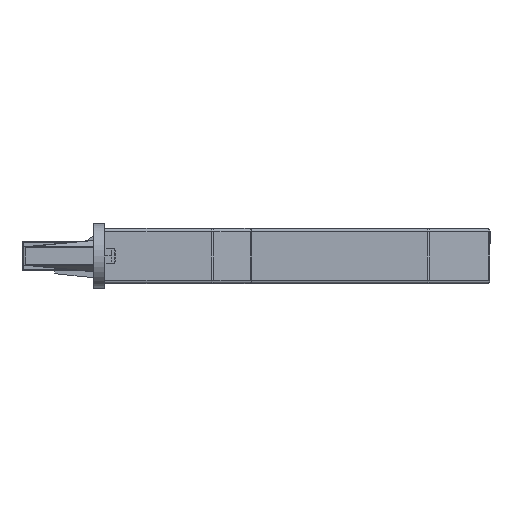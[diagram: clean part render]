
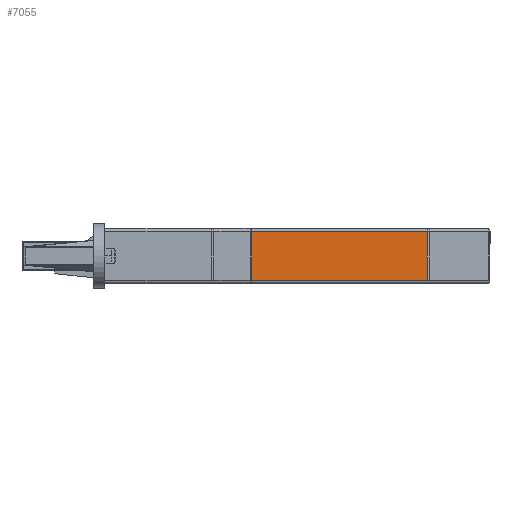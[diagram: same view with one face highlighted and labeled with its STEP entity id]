
A CAD part, front view. The second image highlights one B-rep face of the part: STEP entity #7055.
In plain terms, the highlighted face is planar.
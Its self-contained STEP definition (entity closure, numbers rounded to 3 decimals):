
#234 = CARTESIAN_POINT ( 'NONE',  ( 44.75, 145.3, 6. ) ) ;
#360 = CARTESIAN_POINT ( 'NONE',  ( 14., 145.3, 12.75 ) ) ;
#601 = DIRECTION ( 'NONE',  ( 0., 0., -1. ) ) ;
#926 = FACE_BOUND ( 'NONE', #8237, .T. ) ;
#1066 = VERTEX_POINT ( 'NONE', #10845 ) ;
#1155 = ORIENTED_EDGE ( 'NONE', *, *, #14034, .T. ) ;
#1180 = CARTESIAN_POINT ( 'NONE',  ( 103.586, 145.3, -0.75 ) ) ;
#1253 = CARTESIAN_POINT ( 'NONE',  ( 14., 145.3, -1.75 ) ) ;
#1563 = ORIENTED_EDGE ( 'NONE', *, *, #19474, .T. ) ;
#1627 = ORIENTED_EDGE ( 'NONE', *, *, #7481, .T. ) ;
#1808 = EDGE_CURVE ( 'NONE', #3731, #14494, #11918, .T. ) ;
#1817 = AXIS2_PLACEMENT_3D ( 'NONE', #234, #5503, #17288 ) ;
#3143 = DIRECTION ( 'NONE',  ( 0., 1., 0. ) ) ;
#3731 = VERTEX_POINT ( 'NONE', #14855 ) ;
#3753 = AXIS2_PLACEMENT_3D ( 'NONE', #7567, #19014, #5441 ) ;
#4103 = EDGE_CURVE ( 'NONE', #17748, #14180, #8891, .T. ) ;
#4711 = CARTESIAN_POINT ( 'NONE',  ( 44.75, 145.3, 4.25 ) ) ;
#5323 = CARTESIAN_POINT ( 'NONE',  ( 103.586, 145.3, 12.75 ) ) ;
#5441 = DIRECTION ( 'NONE',  ( 0., 0., -1. ) ) ;
#5503 = DIRECTION ( 'NONE',  ( 0., -1., 0. ) ) ;
#7055 = ADVANCED_FACE ( 'NONE', ( #926, #7755 ), #13348, .T. ) ;
#7481 = EDGE_CURVE ( 'NONE', #14180, #3731, #18367, .T. ) ;
#7567 = CARTESIAN_POINT ( 'NONE',  ( 44.75, 145.3, 6. ) ) ;
#7665 = CARTESIAN_POINT ( 'NONE',  ( 14., 145.3, 12.75 ) ) ;
#7755 = FACE_OUTER_BOUND ( 'NONE', #12002, .T. ) ;
#7767 = DIRECTION ( 'NONE',  ( 1., 0., 0. ) ) ;
#8237 = EDGE_LOOP ( 'NONE', ( #1155, #1563 ) ) ;
#8528 = CARTESIAN_POINT ( 'NONE',  ( 14., 145.3, -1.75 ) ) ;
#8718 = DIRECTION ( 'NONE',  ( -1., 0., 0. ) ) ;
#8891 = LINE ( 'NONE', #19319, #21849 ) ;
#9353 = VECTOR ( 'NONE', #9897, 1000. ) ;
#9491 = ORIENTED_EDGE ( 'NONE', *, *, #4103, .T. ) ;
#9615 = VECTOR ( 'NONE', #7767, 1000. ) ;
#9848 = CARTESIAN_POINT ( 'NONE',  ( 14., 145.3, -0.75 ) ) ;
#9897 = DIRECTION ( 'NONE',  ( 0., 0., 1. ) ) ;
#10151 = VERTEX_POINT ( 'NONE', #4711 ) ;
#10845 = CARTESIAN_POINT ( 'NONE',  ( 44.75, 145.3, 7.75 ) ) ;
#11259 = LINE ( 'NONE', #7665, #9615 ) ;
#11635 = CIRCLE ( 'NONE', #3753, 1.75 ) ;
#11918 = LINE ( 'NONE', #8528, #9353 ) ;
#12002 = EDGE_LOOP ( 'NONE', ( #17088, #13605, #9491, #1627 ) ) ;
#13348 = PLANE ( 'NONE',  #17491 ) ;
#13605 = ORIENTED_EDGE ( 'NONE', *, *, #15499, .T. ) ;
#14034 = EDGE_CURVE ( 'NONE', #10151, #1066, #11635, .T. ) ;
#14180 = VERTEX_POINT ( 'NONE', #1180 ) ;
#14494 = VERTEX_POINT ( 'NONE', #360 ) ;
#14855 = CARTESIAN_POINT ( 'NONE',  ( 14., 145.3, -0.75 ) ) ;
#15499 = EDGE_CURVE ( 'NONE', #14494, #17748, #11259, .T. ) ;
#16712 = DIRECTION ( 'NONE',  ( 0., 0., 1. ) ) ;
#17088 = ORIENTED_EDGE ( 'NONE', *, *, #1808, .T. ) ;
#17288 = DIRECTION ( 'NONE',  ( 0., 0., -1. ) ) ;
#17491 = AXIS2_PLACEMENT_3D ( 'NONE', #1253, #3143, #16712 ) ;
#17577 = CIRCLE ( 'NONE', #1817, 1.75 ) ;
#17748 = VERTEX_POINT ( 'NONE', #5323 ) ;
#18367 = LINE ( 'NONE', #9848, #22142 ) ;
#19014 = DIRECTION ( 'NONE',  ( 0., -1., 0. ) ) ;
#19319 = CARTESIAN_POINT ( 'NONE',  ( 103.586, 145.3, -1.75 ) ) ;
#19474 = EDGE_CURVE ( 'NONE', #1066, #10151, #17577, .T. ) ;
#21849 = VECTOR ( 'NONE', #601, 1000. ) ;
#22142 = VECTOR ( 'NONE', #8718, 1000. ) ;
